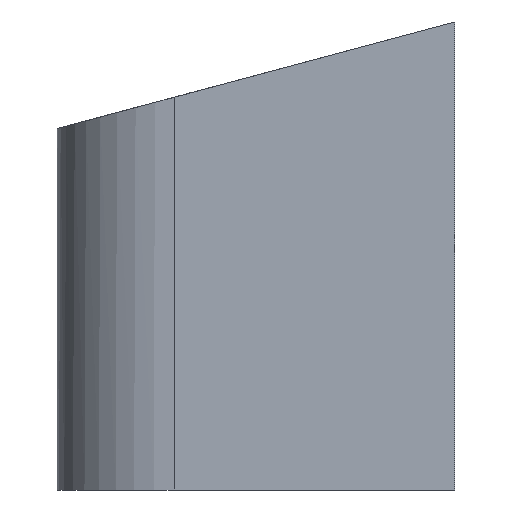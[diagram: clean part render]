
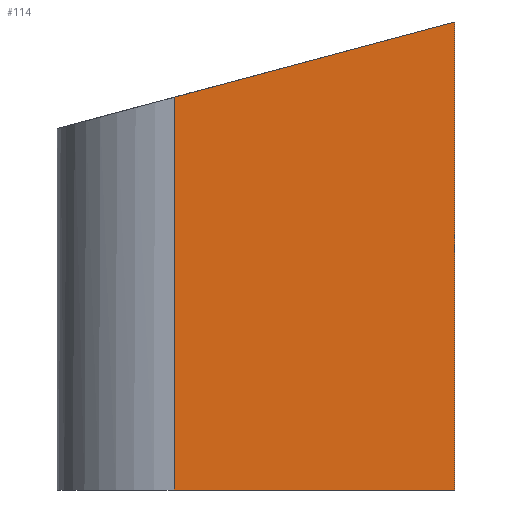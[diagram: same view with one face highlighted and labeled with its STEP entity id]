
A CAD part, left-side view. The second image highlights one B-rep face of the part: STEP entity #114.
In plain terms, the highlighted planar face has unit normal (-1, 0, 0).
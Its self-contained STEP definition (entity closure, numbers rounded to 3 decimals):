
#8 = CARTESIAN_POINT ( 'NONE',  ( -25., 0., 100. ) ) ;
#24 = VECTOR ( 'NONE', #352, 1000. ) ;
#27 = CARTESIAN_POINT ( 'NONE',  ( -25., 0., 0. ) ) ;
#28 = LINE ( 'NONE', #27, #244 ) ;
#31 = CARTESIAN_POINT ( 'NONE',  ( -25., 25., 77.224 ) ) ;
#67 = DIRECTION ( 'NONE',  ( 0., 0., -1. ) ) ;
#72 = EDGE_CURVE ( 'NONE', #132, #366, #28, .T. ) ;
#73 = EDGE_LOOP ( 'NONE', ( #382, #281, #224, #130 ) ) ;
#87 = PLANE ( 'NONE',  #257 ) ;
#114 = ADVANCED_FACE ( 'NONE', ( #349 ), #87, .F. ) ;
#130 = ORIENTED_EDGE ( 'NONE', *, *, #72, .T. ) ;
#132 = VERTEX_POINT ( 'NONE', #155 ) ;
#155 = CARTESIAN_POINT ( 'NONE',  ( -25., 0., 0. ) ) ;
#158 = CARTESIAN_POINT ( 'NONE',  ( -25., 0., 83.923 ) ) ;
#168 = VECTOR ( 'NONE', #67, 1000. ) ;
#176 = EDGE_CURVE ( 'NONE', #373, #247, #241, .T. ) ;
#177 = CARTESIAN_POINT ( 'NONE',  ( -25., 0., 100. ) ) ;
#219 = CARTESIAN_POINT ( 'NONE',  ( -25., -60., 100. ) ) ;
#224 = ORIENTED_EDGE ( 'NONE', *, *, #320, .T. ) ;
#237 = CARTESIAN_POINT ( 'NONE',  ( -25., -60., 100. ) ) ;
#241 = LINE ( 'NONE', #31, #24 ) ;
#244 = VECTOR ( 'NONE', #344, 1000. ) ;
#245 = LINE ( 'NONE', #177, #381 ) ;
#247 = VERTEX_POINT ( 'NONE', #158 ) ;
#257 = AXIS2_PLACEMENT_3D ( 'NONE', #8, #295, #298 ) ;
#264 = DIRECTION ( 'NONE',  ( 0., 0., -1. ) ) ;
#281 = ORIENTED_EDGE ( 'NONE', *, *, #176, .T. ) ;
#295 = DIRECTION ( 'NONE',  ( 1., 0., 0. ) ) ;
#298 = DIRECTION ( 'NONE',  ( 0., 1., 0. ) ) ;
#320 = EDGE_CURVE ( 'NONE', #247, #132, #245, .T. ) ;
#336 = LINE ( 'NONE', #237, #168 ) ;
#344 = DIRECTION ( 'NONE',  ( 0., -1., 0. ) ) ;
#349 = FACE_OUTER_BOUND ( 'NONE', #73, .T. ) ;
#352 = DIRECTION ( 'NONE',  ( 0., 0.966, -0.259 ) ) ;
#357 = CARTESIAN_POINT ( 'NONE',  ( -25., -60., 0. ) ) ;
#366 = VERTEX_POINT ( 'NONE', #357 ) ;
#373 = VERTEX_POINT ( 'NONE', #219 ) ;
#379 = EDGE_CURVE ( 'NONE', #373, #366, #336, .T. ) ;
#381 = VECTOR ( 'NONE', #264, 1000. ) ;
#382 = ORIENTED_EDGE ( 'NONE', *, *, #379, .F. ) ;
